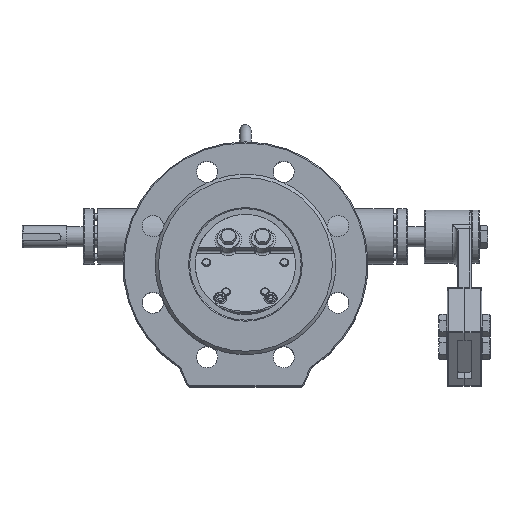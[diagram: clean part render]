
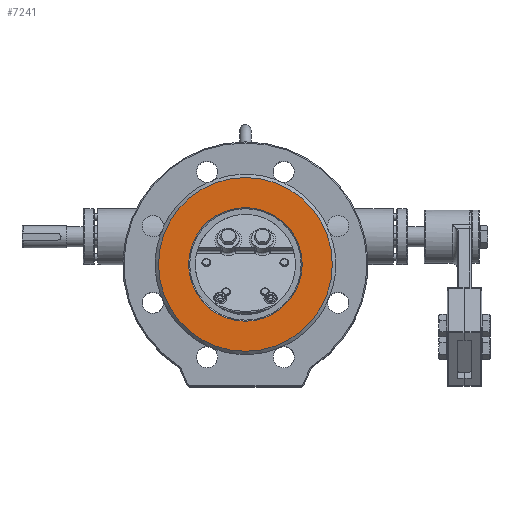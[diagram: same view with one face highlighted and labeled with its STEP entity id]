
A CAD part, top view. The second image highlights one B-rep face of the part: STEP entity #7241.
In plain terms, the highlighted planar face has unit normal (0, 0, 1).
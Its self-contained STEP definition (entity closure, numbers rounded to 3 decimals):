
#300=FACE_BOUND('',#1272,.T.);
#456=PLANE('',#8049);
#799=FACE_OUTER_BOUND('',#1271,.T.);
#1271=EDGE_LOOP('',(#5729));
#1272=EDGE_LOOP('',(#5730));
#2567=CIRCLE('',#8048,51.);
#2568=CIRCLE('',#8050,78.);
#3273=VERTEX_POINT('',#13225);
#3274=VERTEX_POINT('',#13229);
#4129=EDGE_CURVE('',#3273,#3273,#2567,.T.);
#4131=EDGE_CURVE('',#3274,#3274,#2568,.T.);
#5729=ORIENTED_EDGE('',*,*,#4131,.T.);
#5730=ORIENTED_EDGE('',*,*,#4129,.F.);
#7241=ADVANCED_FACE('',(#799,#300),#456,.T.);
#8048=AXIS2_PLACEMENT_3D('',#13226,#9676,#9677);
#8049=AXIS2_PLACEMENT_3D('',#13228,#9679,#9680);
#8050=AXIS2_PLACEMENT_3D('',#13230,#9681,#9682);
#9676=DIRECTION('center_axis',(0.,0.,1.));
#9677=DIRECTION('ref_axis',(-1.,0.,0.));
#9679=DIRECTION('center_axis',(0.,0.,1.));
#9680=DIRECTION('ref_axis',(1.,0.,0.));
#9681=DIRECTION('center_axis',(0.,0.,1.));
#9682=DIRECTION('ref_axis',(1.,0.,0.));
#13225=CARTESIAN_POINT('',(51.,0.,95.));
#13226=CARTESIAN_POINT('Origin',(0.,0.,95.));
#13228=CARTESIAN_POINT('Origin',(0.,0.,95.));
#13229=CARTESIAN_POINT('',(78.,0.,95.));
#13230=CARTESIAN_POINT('Origin',(0.,0.,95.));
